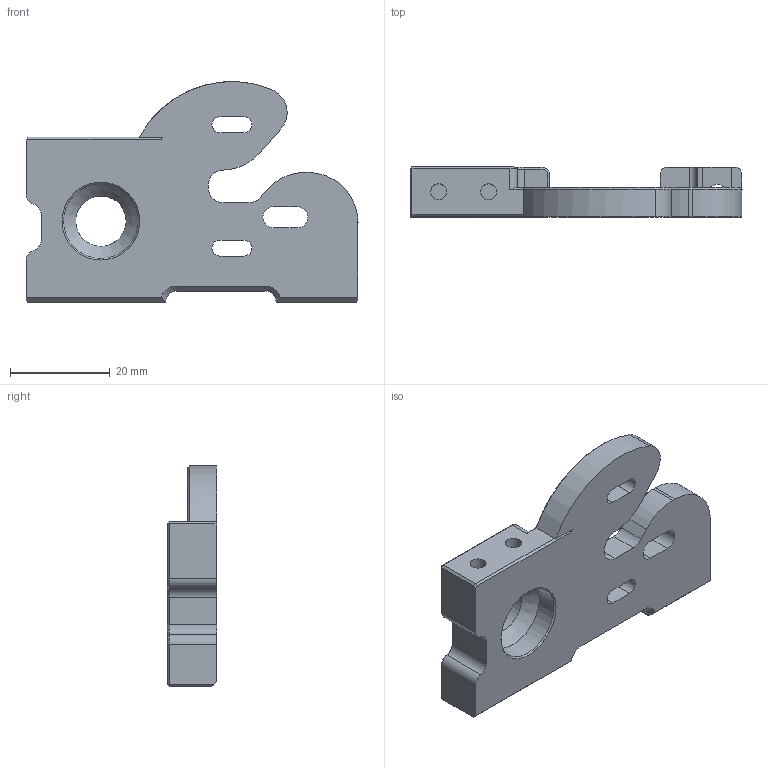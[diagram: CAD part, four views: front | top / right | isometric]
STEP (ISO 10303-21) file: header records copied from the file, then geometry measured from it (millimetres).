
FILE_DESCRIPTION(/* description */ ('STEP AP242','CAx-IF Rec.Pracs.---Representation and Presentation of Product Manufacturing Information (PMI)---4.0---2014-10-13','CAx-IF Rec.Pracs.---3D Tessellated Geometry---0.4---2014-09-14','2;1'),/* implementation_level */ '2;1');
FILE_NAME(/* name */ '6800137728769a2102d1967b',/* time_stamp */ '2025-04-16T20:30:47Z',/* author */ (''),/* organization */ (''),/* preprocessor_version */ 'ST-DEVELOPER v20',/* originating_system */ 'ONSHAPE BY PTC INC, 1.196',/* authorisation */ ' ');
FILE_SCHEMA (('AP242_MANAGED_MODEL_BASED_3D_ENGINEERING_MIM_LF { 1 0 10303 442 1 1 4 }'));
Length unit declared in the file: metre
Products named in the file (1): MotorPlate
Bounding box: 66.5 x 10 x 44.18 mm (x, y, z)
Volume: 12952.5 mm3; surface area: 7392.9 mm2
Topology: 1 solids, 1 shells, 182 faces, 452 edges, 278 vertices
Faces by surface type: plane 109, cylinder 41, cone 27, bspline 5
Full cylindrical faces by diameter (mm): 3.2 x9, 10.1 x1, 15 x1
Entity records: 5896 total; most frequent: CARTESIAN_POINT 1592, ORIENTED_EDGE 876, DIRECTION 870, EDGE_CURVE 438, LINE 300, VECTOR 300, AXIS2_PLACEMENT_3D 285, VERTEX_POINT 277
